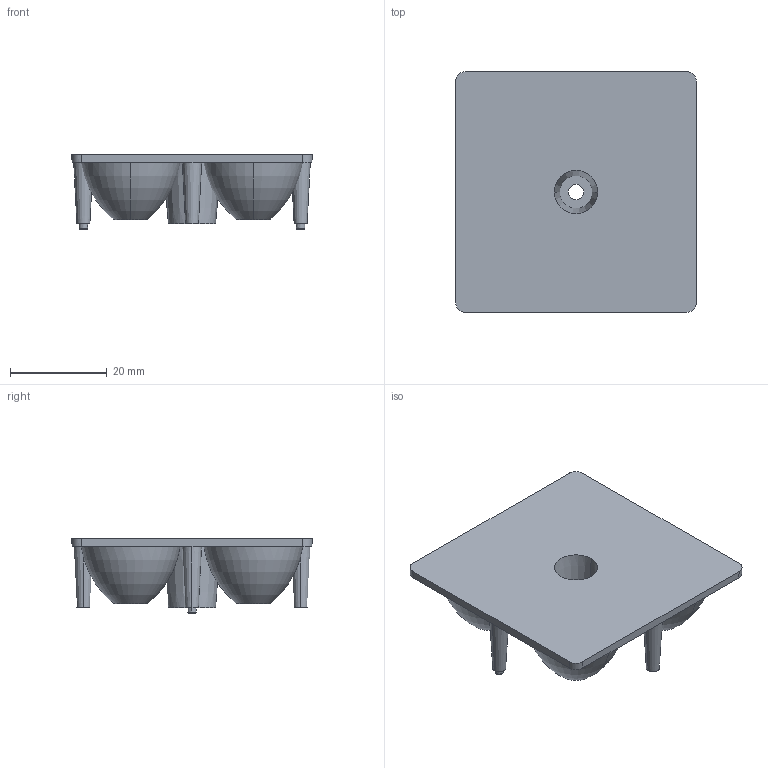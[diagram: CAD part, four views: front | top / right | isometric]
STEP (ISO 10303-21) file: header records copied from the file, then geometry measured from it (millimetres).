
FILE_DESCRIPTION (( 'STEP AP203' ), '1' );
FILE_NAME ('L207-0416_QCD5050-0416-T1VS-A-KH.STP', '2022-11-04T03:23:24', ( 'Windows 蚚誧' ), ( '' ), 'SwSTEP 2.0', 'SolidWorks 2019', '' );
FILE_SCHEMA (( 'CONFIG_CONTROL_DESIGN' ));
Length unit declared in the file: millimetre
Products named in the file (1): L207-0416_QCD5050-0416-T1VS-A-KH
Bounding box: 49.8 x 49.8 x 15.5 mm (x, y, z)
Volume: 14796.1 mm3; surface area: 8044.1 mm2
Topology: 1 solids, 1 shells, 209 faces, 542 edges, 360 vertices
Faces by surface type: plane 163, cone 18, bspline 12, cylinder 8, torus 8
Entity records: 6553 total; most frequent: CARTESIAN_POINT 1352, ORIENTED_EDGE 1084, DIRECTION 1006, EDGE_CURVE 542, LINE 434, VECTOR 434, VERTEX_POINT 360, AXIS2_PLACEMENT_3D 286
